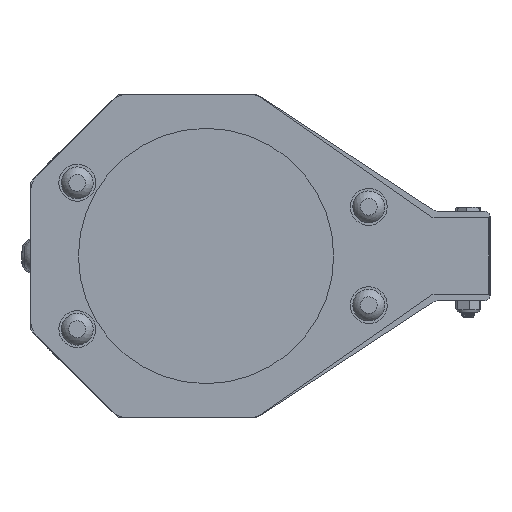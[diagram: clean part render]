
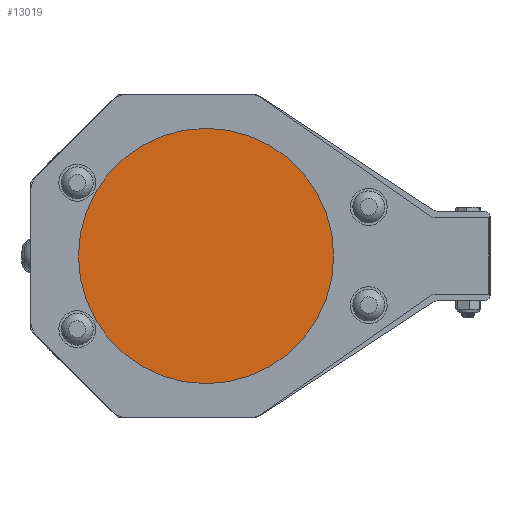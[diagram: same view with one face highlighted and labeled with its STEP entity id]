
A CAD part, left-side view. The second image highlights one B-rep face of the part: STEP entity #13019.
In plain terms, the highlighted planar face has unit normal (-1, 0, 0).
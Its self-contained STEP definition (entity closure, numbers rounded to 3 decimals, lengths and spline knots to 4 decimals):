
#1901=PLANE('',#14452);
#3334=FACE_OUTER_BOUND('',#4438,.T.);
#4438=EDGE_LOOP('',(#11753));
#5716=CIRCLE('',#14451,1.5);
#6844=VERTEX_POINT('',#55019);
#8524=EDGE_CURVE('',#6844,#6844,#5716,.T.);
#11753=ORIENTED_EDGE('',*,*,#8524,.T.);
#13019=ADVANCED_FACE('',(#3334),#1901,.T.);
#14451=AXIS2_PLACEMENT_3D('',#55020,#17711,#17712);
#14452=AXIS2_PLACEMENT_3D('',#55021,#17713,#17714);
#17711=DIRECTION('center_axis',(-1.,0.,0.));
#17712=DIRECTION('ref_axis',(0.,0.,
-1.));
#17713=DIRECTION('center_axis',(-1.,0.,0.));
#17714=DIRECTION('ref_axis',(0.,0.,1.));
#55019=CARTESIAN_POINT('',(-18.9552,2.164,2.1142));
#55020=CARTESIAN_POINT('Origin',(-18.9552,2.164,0.6142));
#55021=CARTESIAN_POINT('Origin',(-18.9552,2.164,0.6142));
